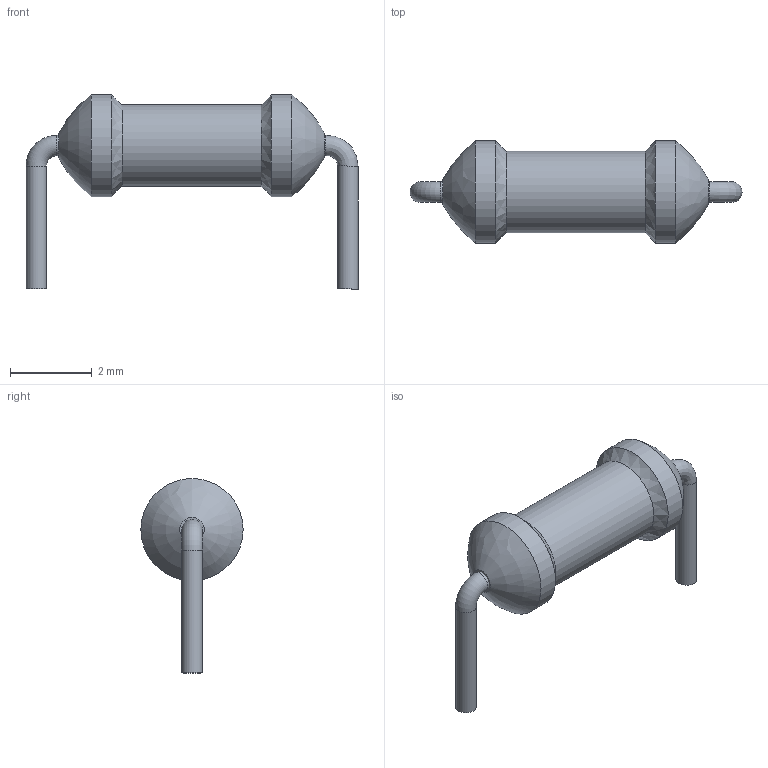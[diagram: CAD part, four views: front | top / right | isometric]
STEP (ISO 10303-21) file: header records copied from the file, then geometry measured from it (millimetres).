
FILE_DESCRIPTION(('FreeCAD Model'),'2;1');
FILE_NAME('Resistor_Horizontal_RM7_5mm.step', '2016-10-28T09:07:23',('Author'),(''), 'Open CASCADE STEP processor 6.8','FreeCAD','Unknown');
FILE_SCHEMA(('AUTOMOTIVE_DESIGN_CC2 { 1 2 10303 214 -1 1 5 4 }'));
Length unit declared in the file: millimetre
Products named in the file (3): ASSEMBLY; Sweep; Revolution
Assembly tree (2 placements, depth 2):
  ASSEMBLY
    Sweep
    Revolution
Bounding box: 8.12 x 2.5 x 4.77 mm (x, y, z)
Volume: 24.3 mm3; surface area: 70.1 mm2
Topology: 2 solids, 2 shells, 16 faces, 26 edges, 14 vertices
Faces by surface type: cylinder 5, revolution 5, plane 4, torus 1, extrusion 1
Full cylindrical faces by diameter (mm): 0.5 x2, 2 x1, 2.5 x2
Entity records: 794 total; most frequent: CARTESIAN_POINT 137, DIRECTION 131, ORIENTED_EDGE 52, PCURVE 52, DEFINITIONAL_REPRESENTATION 52, VECTOR 46, LINE 45, AXIS2_PLACEMENT_3D 39
